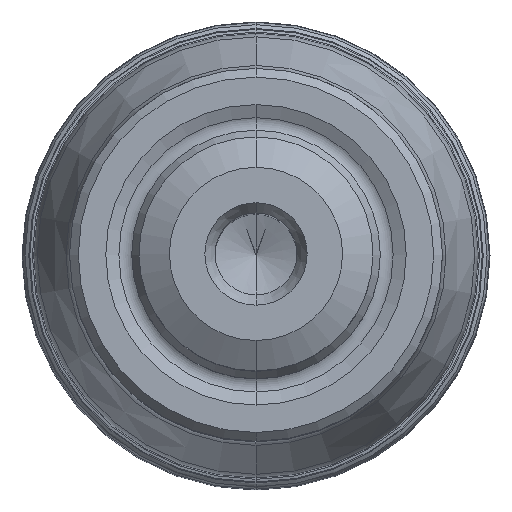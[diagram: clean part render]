
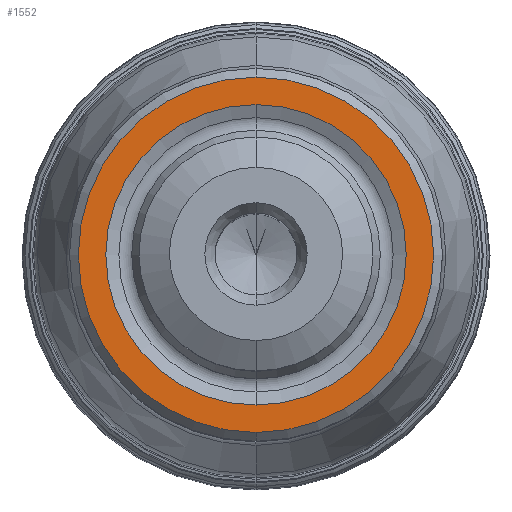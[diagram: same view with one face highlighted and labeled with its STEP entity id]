
A CAD part, top view. The second image highlights one B-rep face of the part: STEP entity #1552.
In plain terms, the highlighted face is planar.
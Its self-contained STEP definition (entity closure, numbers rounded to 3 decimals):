
#407=CARTESIAN_POINT('',(0.,0.,0.));
#408=DIRECTION('',(0.,0.,-1.));
#409=DIRECTION('',(0.,1.,0.));
#410=AXIS2_PLACEMENT_3D('',#407,#408,#409);
#429=CARTESIAN_POINT('',(0.,0.,0.));
#430=DIRECTION('',(0.,0.,1.));
#431=DIRECTION('',(0.,1.,0.));
#432=AXIS2_PLACEMENT_3D('',#429,#430,#431);
#437=CARTESIAN_POINT('',(0.,0.,0.));
#438=DIRECTION('',(0.,0.,-1.));
#439=DIRECTION('',(0.,1.,0.));
#440=AXIS2_PLACEMENT_3D('',#437,#438,#439);
#445=CARTESIAN_POINT('',(0.,0.,0.));
#446=DIRECTION('',(0.,0.,1.));
#447=DIRECTION('',(0.,1.,0.));
#448=AXIS2_PLACEMENT_3D('',#445,#446,#447);
#1085=CARTESIAN_POINT('',(0.,5.136,0.));
#1086=VERTEX_POINT('',#1085);
#1115=CARTESIAN_POINT('',(0.,-5.136,0.));
#1116=VERTEX_POINT('',#1115);
#1117=CARTESIAN_POINT('',(0.,6.075,0.));
#1119=VERTEX_POINT('',#1117);
#1121=CARTESIAN_POINT('',(0.,-6.075,0.));
#1123=VERTEX_POINT('',#1121);
#1537=CARTESIAN_POINT('',(0.,0.,0.));
#1538=DIRECTION('',(0.,0.,-1.));
#1539=DIRECTION('',(0.,-1.,0.));
#1540=AXIS2_PLACEMENT_3D('',#1537,#1538,#1539);
#1541=PLANE('',#1540);
#1542=ORIENTED_EDGE('',*,*,#1532,.T.);
#1543=ORIENTED_EDGE('',*,*,#1516,.F.);
#1544=EDGE_LOOP('',(#1542,#1543));
#1545=FACE_OUTER_BOUND('',#1544,.F.);
#1547=ORIENTED_EDGE('',*,*,#1546,.T.);
#1549=ORIENTED_EDGE('',*,*,#1548,.F.);
#1550=EDGE_LOOP('',(#1547,#1549));
#1551=FACE_BOUND('',#1550,.F.);
#411=CIRCLE('',#410,6.075);
#433=CIRCLE('',#432,6.075);
#441=CIRCLE('',#440,5.136);
#449=CIRCLE('',#448,5.136);
#1516=EDGE_CURVE('',#1119,#1123,#411,.T.);
#1532=EDGE_CURVE('',#1119,#1123,#433,.T.);
#1546=EDGE_CURVE('',#1086,#1116,#441,.T.);
#1548=EDGE_CURVE('',#1086,#1116,#449,.T.);
#1552=ADVANCED_FACE('',(#1545,#1551),#1541,.T.);
